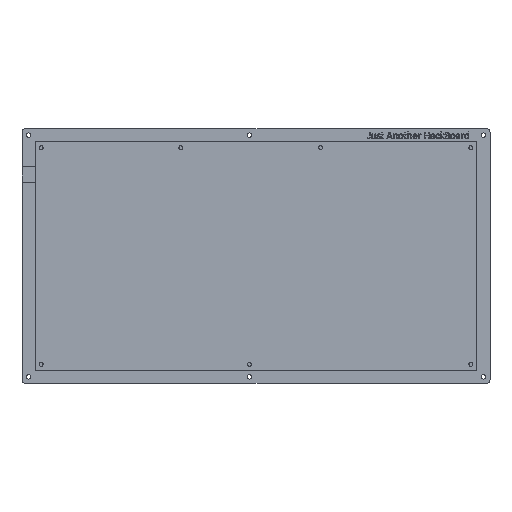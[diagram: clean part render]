
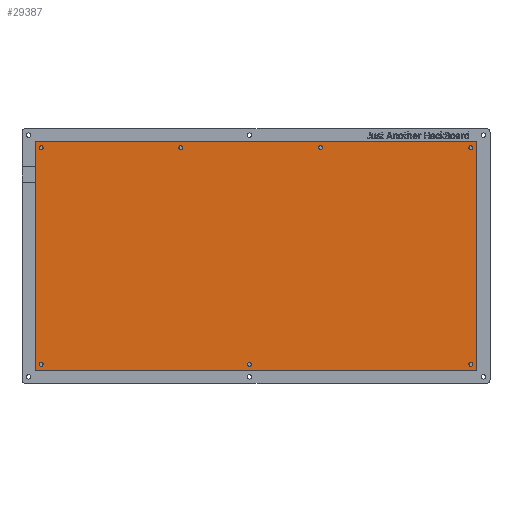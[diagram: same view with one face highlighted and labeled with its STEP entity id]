
A CAD part, top view. The second image highlights one B-rep face of the part: STEP entity #29387.
In plain terms, the highlighted planar face has unit normal (0, 0, 1).
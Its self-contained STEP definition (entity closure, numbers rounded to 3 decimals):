
#9207 = VERTEX_POINT('',#9208);
#9208 = CARTESIAN_POINT('',(-237.601,98.794,5.));
#9214 = EDGE_CURVE('',#9207,#9215,#9217,.T.);
#9215 = VERTEX_POINT('',#9216);
#9216 = CARTESIAN_POINT('',(-237.601,-74.306,5.));
#9217 = LINE('',#9218,#9219);
#9218 = CARTESIAN_POINT('',(-237.601,98.794,5.));
#9219 = VECTOR('',#9220,1.);
#9220 = DIRECTION('',(0.,-1.,0.));
#9241 = VERTEX_POINT('',#9242);
#9242 = CARTESIAN_POINT('',(96.999,98.794,5.));
#9248 = EDGE_CURVE('',#9241,#9207,#9249,.T.);
#9249 = LINE('',#9250,#9251);
#9250 = CARTESIAN_POINT('',(96.999,98.794,5.));
#9251 = VECTOR('',#9252,1.);
#9252 = DIRECTION('',(-1.,0.,0.));
#9265 = VERTEX_POINT('',#9266);
#9266 = CARTESIAN_POINT('',(96.999,-74.306,5.));
#9272 = EDGE_CURVE('',#9265,#9241,#9273,.T.);
#9273 = LINE('',#9274,#9275);
#9274 = CARTESIAN_POINT('',(96.999,-74.306,5.));
#9275 = VECTOR('',#9276,1.);
#9276 = DIRECTION('',(0.,1.,0.));
#9289 = EDGE_CURVE('',#9215,#9265,#9290,.T.);
#9290 = LINE('',#9291,#9292);
#9291 = CARTESIAN_POINT('',(-237.601,-74.306,5.));
#9292 = VECTOR('',#9293,1.);
#9293 = DIRECTION('',(1.,0.,0.));
#29387 = ADVANCED_FACE('',(#29388,#29394,#29405,#29416,#29427,#29438,
    #29449,#29460),#29471,.T.);
#29388 = FACE_BOUND('',#29389,.T.);
#29389 = EDGE_LOOP('',(#29390,#29391,#29392,#29393));
#29390 = ORIENTED_EDGE('',*,*,#9214,.T.);
#29391 = ORIENTED_EDGE('',*,*,#9289,.T.);
#29392 = ORIENTED_EDGE('',*,*,#9272,.T.);
#29393 = ORIENTED_EDGE('',*,*,#9248,.T.);
#29394 = FACE_BOUND('',#29395,.T.);
#29395 = EDGE_LOOP('',(#29396));
#29396 = ORIENTED_EDGE('',*,*,#29397,.F.);
#29397 = EDGE_CURVE('',#29398,#29398,#29400,.T.);
#29398 = VERTEX_POINT('',#29399);
#29399 = CARTESIAN_POINT('',(-231.601,-69.806,5.));
#29400 = CIRCLE('',#29401,1.5);
#29401 = AXIS2_PLACEMENT_3D('',#29402,#29403,#29404);
#29402 = CARTESIAN_POINT('',(-233.101,-69.806,5.));
#29403 = DIRECTION('',(0.,0.,1.));
#29404 = DIRECTION('',(1.,0.,0.));
#29405 = FACE_BOUND('',#29406,.T.);
#29406 = EDGE_LOOP('',(#29407));
#29407 = ORIENTED_EDGE('',*,*,#29408,.F.);
#29408 = EDGE_CURVE('',#29409,#29409,#29411,.T.);
#29409 = VERTEX_POINT('',#29410);
#29410 = CARTESIAN_POINT('',(-73.801,-69.806,5.));
#29411 = CIRCLE('',#29412,1.5);
#29412 = AXIS2_PLACEMENT_3D('',#29413,#29414,#29415);
#29413 = CARTESIAN_POINT('',(-75.301,-69.806,5.));
#29414 = DIRECTION('',(0.,0.,1.));
#29415 = DIRECTION('',(1.,0.,0.));
#29416 = FACE_BOUND('',#29417,.T.);
#29417 = EDGE_LOOP('',(#29418));
#29418 = ORIENTED_EDGE('',*,*,#29419,.F.);
#29419 = EDGE_CURVE('',#29420,#29420,#29422,.T.);
#29420 = VERTEX_POINT('',#29421);
#29421 = CARTESIAN_POINT('',(93.999,-69.806,5.));
#29422 = CIRCLE('',#29423,1.5);
#29423 = AXIS2_PLACEMENT_3D('',#29424,#29425,#29426);
#29424 = CARTESIAN_POINT('',(92.499,-69.806,5.));
#29425 = DIRECTION('',(0.,0.,1.));
#29426 = DIRECTION('',(1.,0.,0.));
#29427 = FACE_BOUND('',#29428,.T.);
#29428 = EDGE_LOOP('',(#29429));
#29429 = ORIENTED_EDGE('',*,*,#29430,.F.);
#29430 = EDGE_CURVE('',#29431,#29431,#29433,.T.);
#29431 = VERTEX_POINT('',#29432);
#29432 = CARTESIAN_POINT('',(-231.601,94.294,5.));
#29433 = CIRCLE('',#29434,1.5);
#29434 = AXIS2_PLACEMENT_3D('',#29435,#29436,#29437);
#29435 = CARTESIAN_POINT('',(-233.101,94.294,5.));
#29436 = DIRECTION('',(0.,0.,1.));
#29437 = DIRECTION('',(1.,0.,0.));
#29438 = FACE_BOUND('',#29439,.T.);
#29439 = EDGE_LOOP('',(#29440));
#29440 = ORIENTED_EDGE('',*,*,#29441,.F.);
#29441 = EDGE_CURVE('',#29442,#29442,#29444,.T.);
#29442 = VERTEX_POINT('',#29443);
#29443 = CARTESIAN_POINT('',(-125.701,94.294,5.));
#29444 = CIRCLE('',#29445,1.5);
#29445 = AXIS2_PLACEMENT_3D('',#29446,#29447,#29448);
#29446 = CARTESIAN_POINT('',(-127.201,94.294,5.));
#29447 = DIRECTION('',(0.,0.,1.));
#29448 = DIRECTION('',(1.,0.,0.));
#29449 = FACE_BOUND('',#29450,.T.);
#29450 = EDGE_LOOP('',(#29451));
#29451 = ORIENTED_EDGE('',*,*,#29452,.F.);
#29452 = EDGE_CURVE('',#29453,#29453,#29455,.T.);
#29453 = VERTEX_POINT('',#29454);
#29454 = CARTESIAN_POINT('',(-19.801,94.294,5.));
#29455 = CIRCLE('',#29456,1.5);
#29456 = AXIS2_PLACEMENT_3D('',#29457,#29458,#29459);
#29457 = CARTESIAN_POINT('',(-21.301,94.294,5.));
#29458 = DIRECTION('',(0.,0.,1.));
#29459 = DIRECTION('',(1.,0.,0.));
#29460 = FACE_BOUND('',#29461,.T.);
#29461 = EDGE_LOOP('',(#29462));
#29462 = ORIENTED_EDGE('',*,*,#29463,.F.);
#29463 = EDGE_CURVE('',#29464,#29464,#29466,.T.);
#29464 = VERTEX_POINT('',#29465);
#29465 = CARTESIAN_POINT('',(93.999,94.294,5.));
#29466 = CIRCLE('',#29467,1.5);
#29467 = AXIS2_PLACEMENT_3D('',#29468,#29469,#29470);
#29468 = CARTESIAN_POINT('',(92.499,94.294,5.));
#29469 = DIRECTION('',(0.,0.,1.));
#29470 = DIRECTION('',(1.,0.,0.));
#29471 = PLANE('',#29472);
#29472 = AXIS2_PLACEMENT_3D('',#29473,#29474,#29475);
#29473 = CARTESIAN_POINT('',(-70.301,12.244,5.));
#29474 = DIRECTION('',(0.,0.,1.));
#29475 = DIRECTION('',(1.,0.,0.));
